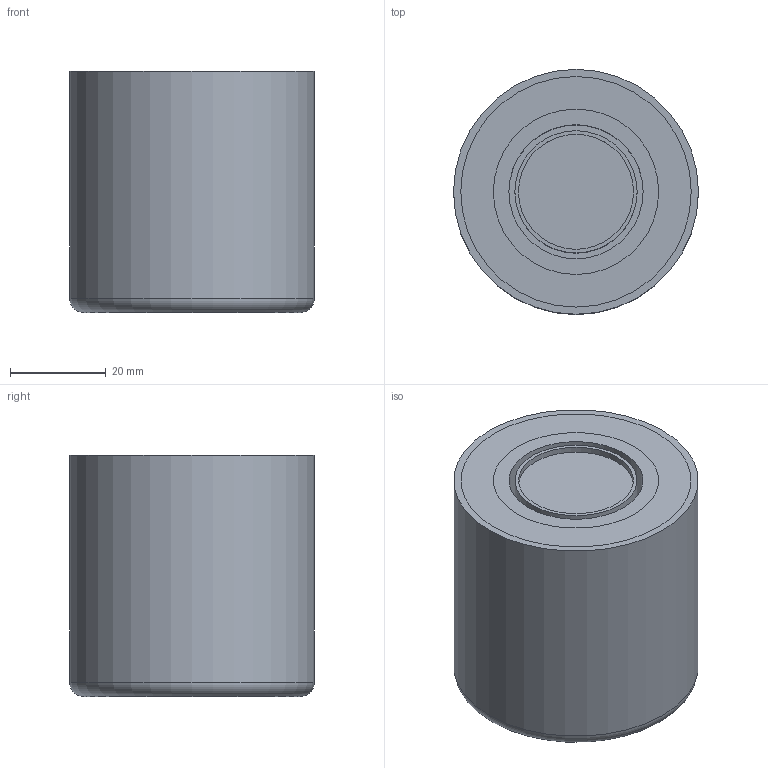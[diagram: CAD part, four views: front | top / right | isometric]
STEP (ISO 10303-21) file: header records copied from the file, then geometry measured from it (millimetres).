
FILE_DESCRIPTION((''),'2;1');
FILE_NAME('BTI-F-2007-66-02.stp','2008-02-08T08:44:32',('BTI-F-CAD'),(''),'Autodesk Inventor 11','Autodesk Inventor 11','');
FILE_SCHEMA(('AUTOMOTIVE_DESIGN { 1 0 10303 214 1 1 1 1 }'));
Length unit declared in the file: millimetre
Products named in the file (6): BTI-F-2007-66-02; BTI-F-2007-66-1; BTI-F-2007-66-2; BTI-F-2007-66-6; BTI-F-2007-66-5.2; BTI-F-2007-66-7
Assembly tree (5 placements, depth 2):
  BTI-F-2007-66-02
    BTI-F-2007-66-1
    BTI-F-2007-66-2
    BTI-F-2007-66-6
    BTI-F-2007-66-5.2
    BTI-F-2007-66-7
Bounding box: 51.1 x 51.1 x 50.3 mm (x, y, z)
Volume: 87139.6 mm3; surface area: 53325.6 mm2
Topology: 5 solids, 5 shells, 32 faces, 44 edges, 27 vertices
Faces by surface type: plane 15, cylinder 10, torus 4, bspline 3
Full cylindrical faces by diameter (mm): 24 x2, 25.5 x1, 28 x1, 30 x1, 34.5 x2, 48.1 x2, 51.1 x1
Entity records: 899 total; most frequent: CARTESIAN_POINT 229, DIRECTION 134, AXIS2_PLACEMENT_3D 67, ORIENTED_EDGE 54, EDGE_LOOP 54, FACE_OUTER_BOUND 32, ADVANCED_FACE 32, VERTEX_POINT 27
